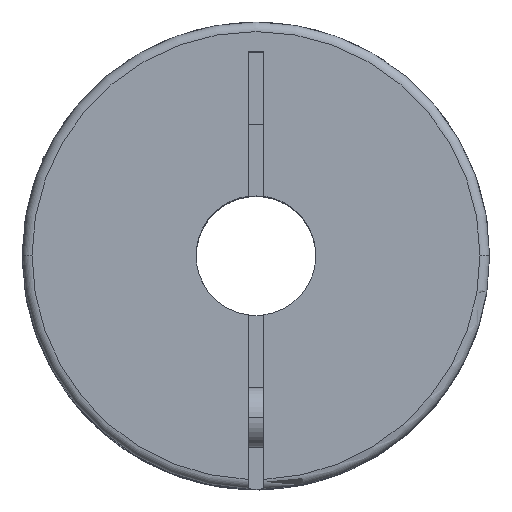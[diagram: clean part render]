
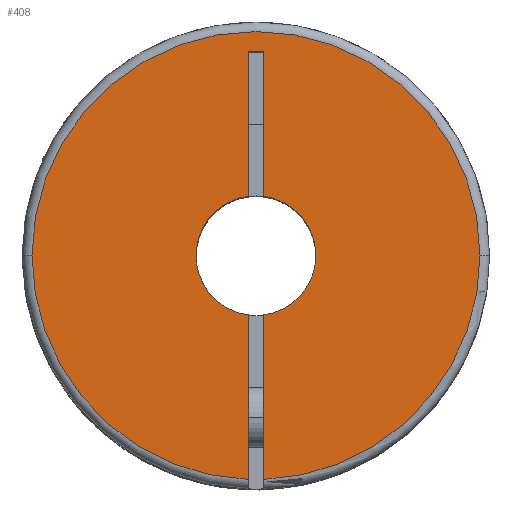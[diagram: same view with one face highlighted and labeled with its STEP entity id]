
A CAD part, top view. The second image highlights one B-rep face of the part: STEP entity #408.
In plain terms, the highlighted planar face has unit normal (0, 0, 1).
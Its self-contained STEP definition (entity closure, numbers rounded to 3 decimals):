
#87 = VERTEX_POINT ( 'NONE', #3894 ) ;
#247 = PLANE ( 'NONE',  #3858 ) ;
#254 = AXIS2_PLACEMENT_3D ( 'NONE', #3812, #1702, #1003 ) ;
#296 = FACE_OUTER_BOUND ( 'NONE', #3344, .T. ) ;
#408 = ADVANCED_FACE ( 'NONE', ( #296 ), #247, .F. ) ;
#455 = EDGE_CURVE ( 'NONE', #1821, #2730, #1953, .T. ) ;
#473 = DIRECTION ( 'NONE',  ( 0., 0., -1. ) ) ;
#490 = EDGE_CURVE ( 'NONE', #2730, #2635, #771, .T. ) ;
#542 = CIRCLE ( 'NONE', #254, 5. ) ;
#553 = EDGE_CURVE ( 'NONE', #2082, #2403, #2410, .T. ) ;
#622 = CARTESIAN_POINT ( 'NONE',  ( 0.65, -19.5, 0. ) ) ;
#625 = VECTOR ( 'NONE', #2045, 1000. ) ;
#626 = ORIENTED_EDGE ( 'NONE', *, *, #4061, .F. ) ;
#771 = CIRCLE ( 'NONE', #2256, 5. ) ;
#961 = CARTESIAN_POINT ( 'NONE',  ( 0., 0., 0. ) ) ;
#993 = DIRECTION ( 'NONE',  ( -1., 0., 0. ) ) ;
#1003 = DIRECTION ( 'NONE',  ( -1., 0., 0. ) ) ;
#1077 = CARTESIAN_POINT ( 'NONE',  ( -18.7, 0., 0. ) ) ;
#1157 = DIRECTION ( 'NONE',  ( -1., 0., 0. ) ) ;
#1285 = CARTESIAN_POINT ( 'NONE',  ( 0., 0., 0. ) ) ;
#1311 = DIRECTION ( 'NONE',  ( 0., -1., 0. ) ) ;
#1335 = VERTEX_POINT ( 'NONE', #4261 ) ;
#1389 = ORIENTED_EDGE ( 'NONE', *, *, #553, .F. ) ;
#1434 = AXIS2_PLACEMENT_3D ( 'NONE', #3252, #3959, #3895 ) ;
#1565 = ORIENTED_EDGE ( 'NONE', *, *, #490, .T. ) ;
#1599 = VERTEX_POINT ( 'NONE', #2316 ) ;
#1626 = DIRECTION ( 'NONE',  ( 0., -1., 0. ) ) ;
#1639 = CARTESIAN_POINT ( 'NONE',  ( 0., 0., 0. ) ) ;
#1702 = DIRECTION ( 'NONE',  ( 0., 0., -1. ) ) ;
#1803 = AXIS2_PLACEMENT_3D ( 'NONE', #4292, #473, #3669 ) ;
#1809 = CIRCLE ( 'NONE', #1803, 18.7 ) ;
#1821 = VERTEX_POINT ( 'NONE', #2733 ) ;
#1953 = CIRCLE ( 'NONE', #2116, 5. ) ;
#2021 = DIRECTION ( 'NONE',  ( 0., 0., -1. ) ) ;
#2045 = DIRECTION ( 'NONE',  ( 0., 1., 0. ) ) ;
#2082 = VERTEX_POINT ( 'NONE', #3519 ) ;
#2116 = AXIS2_PLACEMENT_3D ( 'NONE', #2431, #2021, #2771 ) ;
#2175 = CARTESIAN_POINT ( 'NONE',  ( 0.65, -19.5, 0. ) ) ;
#2179 = VECTOR ( 'NONE', #4253, 1000. ) ;
#2256 = AXIS2_PLACEMENT_3D ( 'NONE', #1639, #4144, #993 ) ;
#2316 = CARTESIAN_POINT ( 'NONE',  ( -0.65, 17., 0. ) ) ;
#2332 = AXIS2_PLACEMENT_3D ( 'NONE', #961, #2722, #3769 ) ;
#2403 = VERTEX_POINT ( 'NONE', #3113 ) ;
#2410 = LINE ( 'NONE', #622, #625 ) ;
#2430 = ORIENTED_EDGE ( 'NONE', *, *, #2809, .F. ) ;
#2431 = CARTESIAN_POINT ( 'NONE',  ( 0., 0., 0. ) ) ;
#2439 = LINE ( 'NONE', #2892, #3430 ) ;
#2613 = VERTEX_POINT ( 'NONE', #1077 ) ;
#2615 = CIRCLE ( 'NONE', #1434, 18.7 ) ;
#2618 = EDGE_CURVE ( 'NONE', #1335, #4203, #2879, .T. ) ;
#2635 = VERTEX_POINT ( 'NONE', #4270 ) ;
#2664 = ORIENTED_EDGE ( 'NONE', *, *, #455, .T. ) ;
#2722 = DIRECTION ( 'NONE',  ( 0., 0., -1. ) ) ;
#2730 = VERTEX_POINT ( 'NONE', #2993 ) ;
#2733 = CARTESIAN_POINT ( 'NONE',  ( -0.65, -4.958, 0. ) ) ;
#2771 = DIRECTION ( 'NONE',  ( -1., 0., 0. ) ) ;
#2809 = EDGE_CURVE ( 'NONE', #2613, #2925, #1809, .T. ) ;
#2868 = ORIENTED_EDGE ( 'NONE', *, *, #3766, .F. ) ;
#2879 = LINE ( 'NONE', #2175, #2179 ) ;
#2892 = CARTESIAN_POINT ( 'NONE',  ( 0.65, 17., 0. ) ) ;
#2919 = CARTESIAN_POINT ( 'NONE',  ( -0.65, 17., 0. ) ) ;
#2925 = VERTEX_POINT ( 'NONE', #3088 ) ;
#2959 = LINE ( 'NONE', #2919, #4356 ) ;
#2993 = CARTESIAN_POINT ( 'NONE',  ( -5., 0., 0. ) ) ;
#2999 = EDGE_CURVE ( 'NONE', #2082, #4203, #542, .T. ) ;
#3088 = CARTESIAN_POINT ( 'NONE',  ( 18.7, 0., 0. ) ) ;
#3113 = CARTESIAN_POINT ( 'NONE',  ( 0.65, 17., 0. ) ) ;
#3121 = EDGE_CURVE ( 'NONE', #2403, #1599, #2439, .T. ) ;
#3147 = EDGE_CURVE ( 'NONE', #87, #2613, #2615, .T. ) ;
#3176 = ORIENTED_EDGE ( 'NONE', *, *, #2999, .T. ) ;
#3252 = CARTESIAN_POINT ( 'NONE',  ( 0., 0., 0. ) ) ;
#3344 = EDGE_LOOP ( 'NONE', ( #3862, #2868, #2664, #1565, #626, #3851, #1389, #3176, #4388, #3684, #2430 ) ) ;
#3391 = EDGE_CURVE ( 'NONE', #2925, #1335, #4295, .T. ) ;
#3430 = VECTOR ( 'NONE', #1157, 1000. ) ;
#3519 = CARTESIAN_POINT ( 'NONE',  ( 0.65, 4.958, 0. ) ) ;
#3669 = DIRECTION ( 'NONE',  ( -1., 0., 0. ) ) ;
#3684 = ORIENTED_EDGE ( 'NONE', *, *, #3391, .F. ) ;
#3766 = EDGE_CURVE ( 'NONE', #1821, #87, #4465, .T. ) ;
#3769 = DIRECTION ( 'NONE',  ( -1., 0., 0. ) ) ;
#3772 = CARTESIAN_POINT ( 'NONE',  ( -0.65, 17., 0. ) ) ;
#3812 = CARTESIAN_POINT ( 'NONE',  ( 0., 0., 0. ) ) ;
#3827 = CARTESIAN_POINT ( 'NONE',  ( 0.65, -4.958, 0. ) ) ;
#3851 = ORIENTED_EDGE ( 'NONE', *, *, #3121, .F. ) ;
#3858 = AXIS2_PLACEMENT_3D ( 'NONE', #1285, #4505, #1311 ) ;
#3862 = ORIENTED_EDGE ( 'NONE', *, *, #3147, .F. ) ;
#3894 = CARTESIAN_POINT ( 'NONE',  ( -0.65, -18.689, 0. ) ) ;
#3895 = DIRECTION ( 'NONE',  ( -1., 0., 0. ) ) ;
#3959 = DIRECTION ( 'NONE',  ( 0., 0., -1. ) ) ;
#4028 = DIRECTION ( 'NONE',  ( 0., -1., 0. ) ) ;
#4061 = EDGE_CURVE ( 'NONE', #1599, #2635, #2959, .T. ) ;
#4144 = DIRECTION ( 'NONE',  ( 0., 0., -1. ) ) ;
#4203 = VERTEX_POINT ( 'NONE', #3827 ) ;
#4253 = DIRECTION ( 'NONE',  ( 0., 1., 0. ) ) ;
#4261 = CARTESIAN_POINT ( 'NONE',  ( 0.65, -18.689, 0. ) ) ;
#4270 = CARTESIAN_POINT ( 'NONE',  ( -0.65, 4.958, 0. ) ) ;
#4292 = CARTESIAN_POINT ( 'NONE',  ( 0., 0., 0. ) ) ;
#4295 = CIRCLE ( 'NONE', #2332, 18.7 ) ;
#4356 = VECTOR ( 'NONE', #4028, 1000. ) ;
#4388 = ORIENTED_EDGE ( 'NONE', *, *, #2618, .F. ) ;
#4442 = VECTOR ( 'NONE', #1626, 1000. ) ;
#4465 = LINE ( 'NONE', #3772, #4442 ) ;
#4505 = DIRECTION ( 'NONE',  ( 0., 0., -1. ) ) ;
